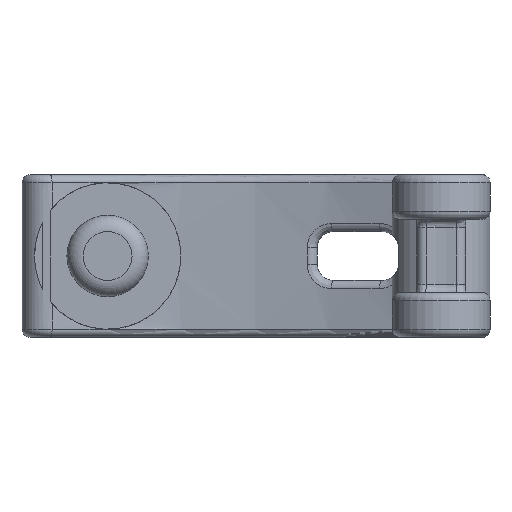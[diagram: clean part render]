
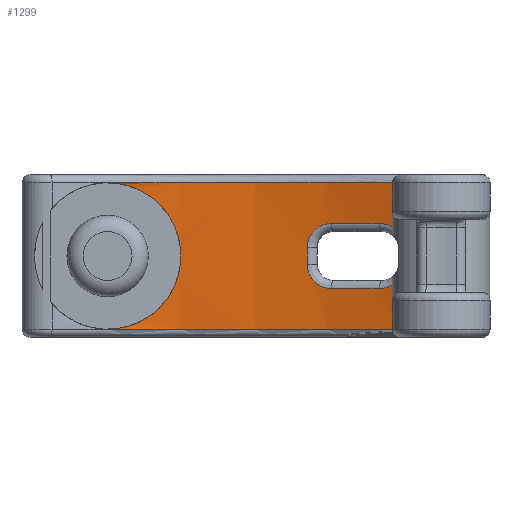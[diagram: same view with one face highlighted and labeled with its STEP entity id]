
A CAD part, front view. The second image highlights one B-rep face of the part: STEP entity #1299.
In plain terms, the highlighted cylindrical face has radius 34.557 mm (diameter 69.114 mm), a partial arc.
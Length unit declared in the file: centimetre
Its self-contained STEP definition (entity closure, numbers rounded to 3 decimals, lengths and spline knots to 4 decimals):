
#146=VECTOR('',#1548,1.);
#147=VECTOR('',#1551,1.);
#193=LINE('',#1998,#146);
#194=LINE('',#2027,#147);
#251=CIRCLE('',#1386,3.4557);
#252=CIRCLE('',#1387,3.4557);
#253=CIRCLE('',#1388,3.4557);
#254=CIRCLE('',#1389,3.4557);
#337=VERTEX_POINT('',#1907);
#338=VERTEX_POINT('',#1939);
#343=VERTEX_POINT('',#1997);
#344=VERTEX_POINT('',#1999);
#345=VERTEX_POINT('',#2010);
#346=VERTEX_POINT('',#2012);
#347=VERTEX_POINT('',#2026);
#348=VERTEX_POINT('',#2028);
#349=VERTEX_POINT('',#2042);
#350=VERTEX_POINT('',#2044);
#351=VERTEX_POINT('',#2055);
#352=VERTEX_POINT('',#2056);
#455=B_SPLINE_CURVE_WITH_KNOTS('',3,(#1908,#1909,#1910,#1911,#1912,#1913,
#1914,#1915,#1916,#1917,#1918,#1919,#1920,#1921,#1922,#1923,#1924,#1925,
#1926,#1927,#1928,#1929,#1930,#1931,#1932,#1933,#1934,#1935,#1936,#1937,
#1938),.UNSPECIFIED.,.F.,.U.,(4,2,2,2,2,2,2,3,2,2,2,2,2,2,4),(-1.1942,
-1.0245,-0.8519,-0.6794,-0.5092,
-0.339,-0.1695,0.,0.1695,0.339,
0.5092,0.6794,0.8519,1.0245,1.1942),
 .UNSPECIFIED.);
#458=B_SPLINE_CURVE_WITH_KNOTS('',3,(#2000,#2001,#2002,#2003,#2004,#2005,
#2006,#2007,#2008,#2009),.UNSPECIFIED.,.F.,.U.,(4,3,3,4),(0.2252,
0.2359,0.294,0.3539),.UNSPECIFIED.);
#459=B_SPLINE_CURVE_WITH_KNOTS('',3,(#2013,#2014,#2015,#2016,#2017,#2018,
#2019,#2020,#2021,#2022,#2023,#2024,#2025),.UNSPECIFIED.,.F.,.U.,(4,3,3,
3,4),(0.,0.0305,0.0794,0.1576,
0.2383),.UNSPECIFIED.);
#460=B_SPLINE_CURVE_WITH_KNOTS('',3,(#2029,#2030,#2031,#2032,#2033,#2034,
#2035,#2036,#2037,#2038,#2039,#2040,#2041),.UNSPECIFIED.,.F.,.U.,(4,3,3,
3,4),(0.,0.0305,0.0794,0.1576,
0.2382),.UNSPECIFIED.);
#461=B_SPLINE_CURVE_WITH_KNOTS('',3,(#2045,#2046,#2047,#2048,#2049,#2050,
#2051,#2052,#2053,#2054),.UNSPECIFIED.,.F.,.U.,(4,3,3,4),(0.97,
1.0154,1.088,1.0987),.UNSPECIFIED.);
#508=EDGE_CURVE('',#338,#337,#455,.T.);
#517=EDGE_CURVE('',#343,#337,#252,.T.);
#518=EDGE_CURVE('',#343,#344,#193,.T.);
#519=EDGE_CURVE('',#345,#344,#458,.F.);
#520=EDGE_CURVE('',#346,#345,#253,.T.);
#521=EDGE_CURVE('',#347,#346,#459,.F.);
#522=EDGE_CURVE('',#348,#347,#194,.T.);
#523=EDGE_CURVE('',#349,#348,#460,.F.);
#524=EDGE_CURVE('',#350,#349,#254,.T.);
#525=EDGE_CURVE('',#351,#350,#461,.F.);
#526=EDGE_CURVE('',#351,#352,#193,.T.);
#527=EDGE_CURVE('',#338,#352,#251,.T.);
#712=ORIENTED_EDGE('',*,*,#508,.T.);
#713=ORIENTED_EDGE('',*,*,#517,.F.);
#714=ORIENTED_EDGE('',*,*,#518,.T.);
#715=ORIENTED_EDGE('',*,*,#519,.F.);
#716=ORIENTED_EDGE('',*,*,#520,.F.);
#717=ORIENTED_EDGE('',*,*,#521,.F.);
#718=ORIENTED_EDGE('',*,*,#522,.F.);
#719=ORIENTED_EDGE('',*,*,#523,.F.);
#720=ORIENTED_EDGE('',*,*,#524,.F.);
#721=ORIENTED_EDGE('',*,*,#525,.F.);
#722=ORIENTED_EDGE('',*,*,#526,.T.);
#723=ORIENTED_EDGE('',*,*,#527,.F.);
#1086=EDGE_LOOP('',(#712,#713,#714,#715,#716,#717,#718,#719,#720,#721,#722,
#723));
#1193=FACE_BOUND('',#1086,.T.);
#1299=ADVANCED_FACE('',(#1193),#3994,.F.);
#1385=AXIS2_PLACEMENT_3D('',#1992,#1541,#1542);
#1386=AXIS2_PLACEMENT_3D('',#1993,#1543,#1544);
#1387=AXIS2_PLACEMENT_3D('',#1996,#1546,#1547);
#1388=AXIS2_PLACEMENT_3D('',#2011,#1549,#1550);
#1389=AXIS2_PLACEMENT_3D('',#2043,#1552,#1553);
#1541=DIRECTION('',(0.,0.,1.));
#1542=DIRECTION('',(3.456,0.,0.));
#1543=DIRECTION('',(0.,0.,-1.));
#1544=DIRECTION('',(0.27,3.445,0.));
#1546=DIRECTION('',(0.,0.,1.));
#1547=DIRECTION('',(0.27,3.445,0.));
#1548=DIRECTION('',(0.,0.,1.));
#1549=DIRECTION('',(0.,0.,-1.));
#1550=DIRECTION('',(1.078,3.283,0.));
#1551=DIRECTION('',(0.,0.,-1.));
#1552=DIRECTION('',(0.,0.,1.));
#1553=DIRECTION('',(1.078,3.283,0.));
#1907=CARTESIAN_POINT('',(-2.0504,0.3561,0.05));
#1908=CARTESIAN_POINT('',(-2.4662,0.2738,0.672));
#1909=CARTESIAN_POINT('',(-2.4434,0.2798,0.7272));
#1910=CARTESIAN_POINT('',(-2.4091,0.2885,0.7774));
#1911=CARTESIAN_POINT('',(-2.3297,0.3069,0.8573));
#1912=CARTESIAN_POINT('',(-2.2791,0.3179,0.8922));
#1913=CARTESIAN_POINT('',(-2.1679,0.3386,0.9385));
#1914=CARTESIAN_POINT('',(-2.1074,0.3484,0.95));
#1915=CARTESIAN_POINT('',(-1.9942,0.3636,0.95));
#1916=CARTESIAN_POINT('',(-1.934,0.3702,0.9388));
#1917=CARTESIAN_POINT('',(-1.823,0.3795,0.893));
#1918=CARTESIAN_POINT('',(-1.7723,0.3824,0.8583));
#1919=CARTESIAN_POINT('',(-1.6922,0.3857,0.7782));
#1920=CARTESIAN_POINT('',(-1.6576,0.3864,0.7276));
#1921=CARTESIAN_POINT('',(-1.6117,0.387,0.6168));
#1922=CARTESIAN_POINT('',(-1.6004,0.387,0.5565));
#1923=CARTESIAN_POINT('',(-1.6004,0.387,0.5));
#1924=CARTESIAN_POINT('',(-1.6004,0.387,0.4435));
#1925=CARTESIAN_POINT('',(-1.6117,0.387,0.3832));
#1926=CARTESIAN_POINT('',(-1.6576,0.3864,0.2724));
#1927=CARTESIAN_POINT('',(-1.6922,0.3857,0.2218));
#1928=CARTESIAN_POINT('',(-1.7723,0.3824,0.1417));
#1929=CARTESIAN_POINT('',(-1.823,0.3795,0.107));
#1930=CARTESIAN_POINT('',(-1.934,0.3702,0.0612));
#1931=CARTESIAN_POINT('',(-1.9942,0.3636,0.05));
#1932=CARTESIAN_POINT('',(-2.1074,0.3484,0.05));
#1933=CARTESIAN_POINT('',(-2.1679,0.3386,0.0615));
#1934=CARTESIAN_POINT('',(-2.2791,0.3179,0.1078));
#1935=CARTESIAN_POINT('',(-2.3297,0.3069,0.1427));
#1936=CARTESIAN_POINT('',(-2.4091,0.2885,0.2226));
#1937=CARTESIAN_POINT('',(-2.4434,0.2798,0.2728));
#1938=CARTESIAN_POINT('',(-2.4662,0.2738,0.328));
#1939=CARTESIAN_POINT('',(-2.0504,0.3561,0.95));
#1992=CARTESIAN_POINT('',(-1.589,-3.0687,0.));
#1993=CARTESIAN_POINT('',(-1.589,-3.0687,0.95));
#1996=CARTESIAN_POINT('',(-1.589,-3.0687,0.05));
#1997=CARTESIAN_POINT('',(-0.2721,0.1263,0.05));
#1998=CARTESIAN_POINT('',(-0.2721,0.1263,0.));
#1999=CARTESIAN_POINT('',(-0.2721,0.1263,0.3469));
#2000=CARTESIAN_POINT('',(-0.2721,0.1263,0.3469));
#2001=CARTESIAN_POINT('',(-0.2745,0.1272,0.3444));
#2002=CARTESIAN_POINT('',(-0.2769,0.1282,0.3419));
#2003=CARTESIAN_POINT('',(-0.2794,0.1293,0.3396));
#2004=CARTESIAN_POINT('',(-0.293,0.1348,0.327));
#2005=CARTESIAN_POINT('',(-0.3086,0.1411,0.3171));
#2006=CARTESIAN_POINT('',(-0.3254,0.1477,0.3104));
#2007=CARTESIAN_POINT('',(-0.3426,0.1545,0.3035));
#2008=CARTESIAN_POINT('',(-0.3611,0.1616,0.3));
#2009=CARTESIAN_POINT('',(-0.3796,0.1684,0.3));
#2010=CARTESIAN_POINT('',(-0.3796,0.1684,0.3));
#2011=CARTESIAN_POINT('',(-1.589,-3.0687,0.3));
#2012=CARTESIAN_POINT('',(-0.6753,0.264,0.3));
#2013=CARTESIAN_POINT('',(-0.6753,0.264,0.3));
#2014=CARTESIAN_POINT('',(-0.685,0.2667,0.3));
#2015=CARTESIAN_POINT('',(-0.6947,0.2693,0.301));
#2016=CARTESIAN_POINT('',(-0.7043,0.2718,0.3029));
#2017=CARTESIAN_POINT('',(-0.7197,0.2759,0.306));
#2018=CARTESIAN_POINT('',(-0.7345,0.2797,0.3116));
#2019=CARTESIAN_POINT('',(-0.7482,0.2832,0.3195));
#2020=CARTESIAN_POINT('',(-0.7703,0.2887,0.3322));
#2021=CARTESIAN_POINT('',(-0.7891,0.2932,0.3508));
#2022=CARTESIAN_POINT('',(-0.8023,0.2963,0.3732));
#2023=CARTESIAN_POINT('',(-0.8158,0.2994,0.3962));
#2024=CARTESIAN_POINT('',(-0.8231,0.3011,0.4231));
#2025=CARTESIAN_POINT('',(-0.8231,0.3011,0.45));
#2026=CARTESIAN_POINT('',(-0.8231,0.3011,0.45));
#2027=CARTESIAN_POINT('',(-0.8231,0.3011,0.));
#2028=CARTESIAN_POINT('',(-0.8231,0.3011,0.55));
#2029=CARTESIAN_POINT('',(-0.8231,0.3011,0.55));
#2030=CARTESIAN_POINT('',(-0.8231,0.3011,0.5602));
#2031=CARTESIAN_POINT('',(-0.8221,0.3008,0.5705));
#2032=CARTESIAN_POINT('',(-0.82,0.3004,0.5805));
#2033=CARTESIAN_POINT('',(-0.8167,0.2996,0.5966));
#2034=CARTESIAN_POINT('',(-0.8109,0.2983,0.6119));
#2035=CARTESIAN_POINT('',(-0.8027,0.2964,0.626));
#2036=CARTESIAN_POINT('',(-0.7897,0.2933,0.6485));
#2037=CARTESIAN_POINT('',(-0.7709,0.2888,0.6672));
#2038=CARTESIAN_POINT('',(-0.7491,0.2834,0.68));
#2039=CARTESIAN_POINT('',(-0.7265,0.2777,0.6932));
#2040=CARTESIAN_POINT('',(-0.7008,0.271,0.7));
#2041=CARTESIAN_POINT('',(-0.6753,0.264,0.7));
#2042=CARTESIAN_POINT('',(-0.6753,0.264,0.7));
#2043=CARTESIAN_POINT('',(-1.589,-3.0687,0.7));
#2044=CARTESIAN_POINT('',(-0.3796,0.1684,0.7));
#2045=CARTESIAN_POINT('',(-0.3796,0.1684,0.7));
#2046=CARTESIAN_POINT('',(-0.3656,0.1632,0.7));
#2047=CARTESIAN_POINT('',(-0.3515,0.1579,0.698));
#2048=CARTESIAN_POINT('',(-0.3381,0.1526,0.694));
#2049=CARTESIAN_POINT('',(-0.3166,0.1443,0.6876));
#2050=CARTESIAN_POINT('',(-0.2964,0.1362,0.6762));
#2051=CARTESIAN_POINT('',(-0.2794,0.1293,0.6604));
#2052=CARTESIAN_POINT('',(-0.2769,0.1282,0.6581));
#2053=CARTESIAN_POINT('',(-0.2745,0.1272,0.6556));
#2054=CARTESIAN_POINT('',(-0.2721,0.1263,0.6531));
#2055=CARTESIAN_POINT('',(-0.2721,0.1263,0.6531));
#2056=CARTESIAN_POINT('',(-0.2721,0.1263,0.95));
#3994=CYLINDRICAL_SURFACE('',#1385,3.4557);
